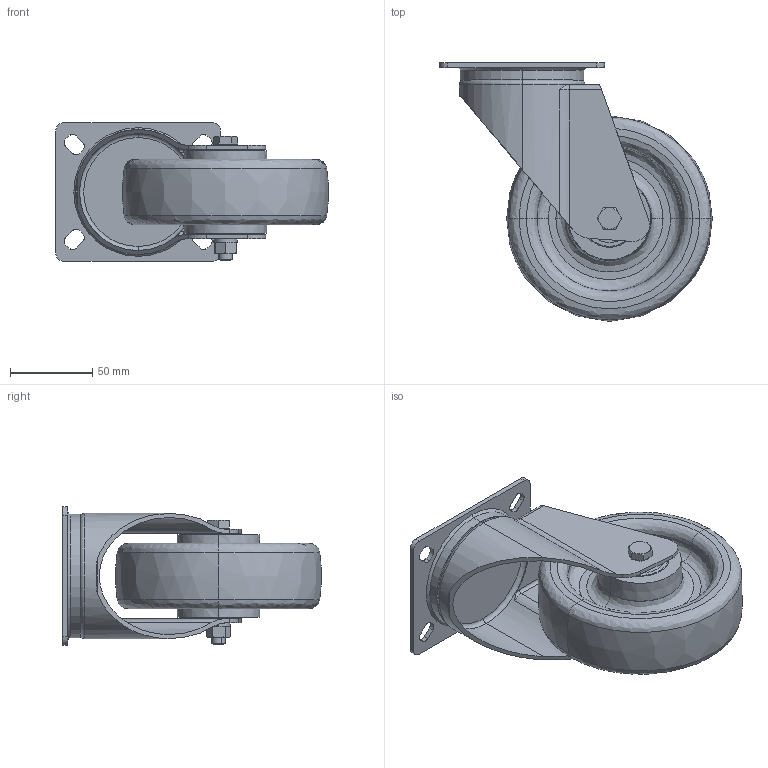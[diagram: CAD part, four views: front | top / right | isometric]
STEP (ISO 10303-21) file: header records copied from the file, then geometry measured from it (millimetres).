
FILE_DESCRIPTION (( 'STEP AP214' ), '1' );
FILE_NAME ('0014489_L-MV-TPKH-125-K-3.STEP', '2016-12-08T13:19:49', ( '' ), ( '' ), 'SwSTEP 2.0', 'SolidWorks 2016', '' );
FILE_SCHEMA (( 'AUTOMOTIVE_DESIGN' ));
Length unit declared in the file: millimetre
Products named in the file (1): 0014489_L-MV-TPKH-125-K-3
Bounding box: 165.38 x 156.88 x 84 mm (x, y, z)
Surface area: 110728.4 mm2 (no closed solid volume)
Topology: 0 solids, 12 shells, 283 faces, 654 edges, 404 vertices
Faces by surface type: cylinder 101, plane 76, cone 56, torus 28, bspline 22
Entity records: 12586 total; most frequent: CARTESIAN_POINT 2895, DIRECTION 1462, ORIENTED_EDGE 1284, EDGE_CURVE 654, AXIS2_PLACEMENT_3D 615, VERTEX_POINT 404, CIRCLE 353, EDGE_LOOP 322
